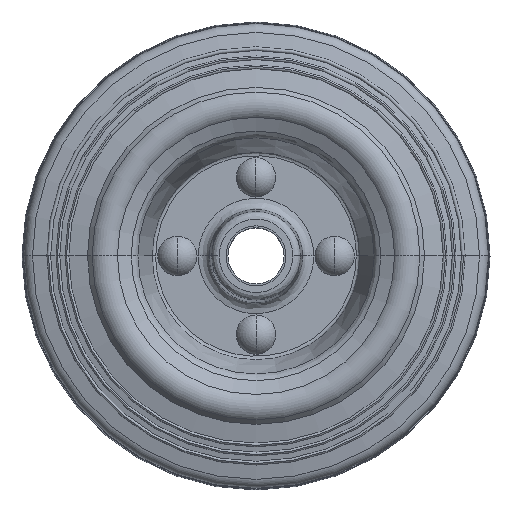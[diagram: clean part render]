
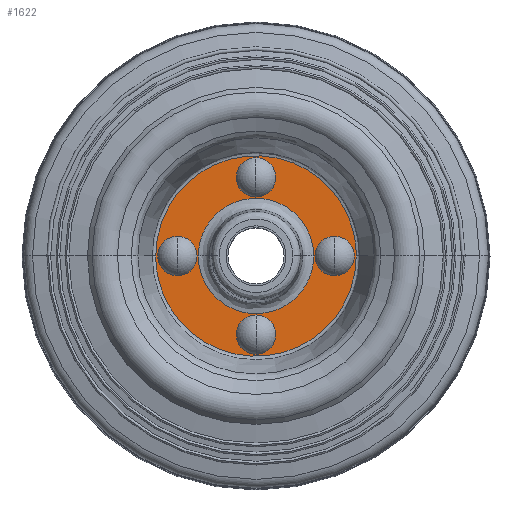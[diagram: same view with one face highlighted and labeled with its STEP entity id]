
A CAD part, top view. The second image highlights one B-rep face of the part: STEP entity #1622.
In plain terms, the highlighted planar face has unit normal (0, 0, 1).
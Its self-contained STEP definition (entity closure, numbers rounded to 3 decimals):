
#31 = CARTESIAN_POINT ( 'NONE',  ( 3.1, 21., 0. ) ) ;
#64 = CARTESIAN_POINT ( 'NONE',  ( 0., -21., 0. ) ) ;
#106 = CARTESIAN_POINT ( 'NONE',  ( -15.408, 0., 0. ) ) ;
#122 = VERTEX_POINT ( 'NONE', #7136 ) ;
#218 = EDGE_CURVE ( 'NONE', #1382, #8851, #2067, .T. ) ;
#235 = AXIS2_PLACEMENT_3D ( 'NONE', #2128, #6687, #10279 ) ;
#355 = FACE_BOUND ( 'NONE', #9392, .T. ) ;
#376 = EDGE_CURVE ( 'NONE', #6643, #8531, #4965, .T. ) ;
#412 = CARTESIAN_POINT ( 'NONE',  ( 0., 27.5, 0. ) ) ;
#510 = CARTESIAN_POINT ( 'NONE',  ( -26.771, -53.542, 0. ) ) ;
#563 = ORIENTED_EDGE ( 'NONE', *, *, #1991, .T. ) ;
#1112 = CIRCLE ( 'NONE', #3574, 3.1 ) ;
#1123 = ORIENTED_EDGE ( 'NONE', *, *, #10830, .T. ) ;
#1226 = FACE_BOUND ( 'NONE', #8257, .T. ) ;
#1382 = VERTEX_POINT ( 'NONE', #4386 ) ;
#1406 = DIRECTION ( 'NONE',  ( -1., 0., 0. ) ) ;
#1553 = DIRECTION ( 'NONE',  ( 0., 0., -1. ) ) ;
#1569 = CARTESIAN_POINT ( 'NONE',  ( -21., 0., 0. ) ) ;
#1589 = EDGE_CURVE ( 'NONE', #6187, #122, #6391, .T. ) ;
#1622 = ADVANCED_FACE ( 'NONE', ( #8698, #10224, #1226, #4916, #355, #6863 ), #9523, .F. ) ;
#1652 = CARTESIAN_POINT ( 'NONE',  ( -17.9, 0., 0. ) ) ;
#1837 = DIRECTION ( 'NONE',  ( -1., 0., 0. ) ) ;
#1946 = ORIENTED_EDGE ( 'NONE', *, *, #4455, .F. ) ;
#1991 = EDGE_CURVE ( 'NONE', #9013, #10828, #11087, .T. ) ;
#2067 =( BOUNDED_CURVE ( )  B_SPLINE_CURVE ( 3, ( #2988, #4702, #3823, #10990 ),
 .UNSPECIFIED., .F., .F. ) 
 B_SPLINE_CURVE_WITH_KNOTS ( ( 4, 4 ),
 ( 0.5, 1. ),
 .UNSPECIFIED. ) 
 CURVE ( )  GEOMETRIC_REPRESENTATION_ITEM ( )  RATIONAL_B_SPLINE_CURVE ( ( 1., 0.333, 0.333, 1. ) ) 
 REPRESENTATION_ITEM ( '' )  );
#2081 = CIRCLE ( 'NONE', #8691, 3.1 ) ;
#2082 = CARTESIAN_POINT ( 'NONE',  ( 21., 0., 0. ) ) ;
#2128 = CARTESIAN_POINT ( 'NONE',  ( 0., 21., 0. ) ) ;
#2415 = ORIENTED_EDGE ( 'NONE', *, *, #8699, .T. ) ;
#2661 = DIRECTION ( 'NONE',  ( 0., 0., -1. ) ) ;
#2708 = CARTESIAN_POINT ( 'NONE',  ( 15.408, -30.815, 0. ) ) ;
#2784 = ORIENTED_EDGE ( 'NONE', *, *, #6694, .F. ) ;
#2863 = VERTEX_POINT ( 'NONE', #3436 ) ;
#2988 = CARTESIAN_POINT ( 'NONE',  ( 15.408, 0., 0. ) ) ;
#3136 = ORIENTED_EDGE ( 'NONE', *, *, #6734, .F. ) ;
#3245 = DIRECTION ( 'NONE',  ( 0., 0., -1. ) ) ;
#3436 = CARTESIAN_POINT ( 'NONE',  ( -26.771, 0., 0. ) ) ;
#3574 = AXIS2_PLACEMENT_3D ( 'NONE', #64, #9830, #11646 ) ;
#3663 = DIRECTION ( 'NONE',  ( 0., 0., -1. ) ) ;
#3761 = AXIS2_PLACEMENT_3D ( 'NONE', #412, #11317, #1406 ) ;
#3786 = ORIENTED_EDGE ( 'NONE', *, *, #218, .F. ) ;
#3823 = CARTESIAN_POINT ( 'NONE',  ( -15.408, 30.815, 0. ) ) ;
#3855 = AXIS2_PLACEMENT_3D ( 'NONE', #1569, #3245, #4247 ) ;
#3867 = CIRCLE ( 'NONE', #10443, 3.1 ) ;
#3930 = ORIENTED_EDGE ( 'NONE', *, *, #376, .T. ) ;
#4186 = CARTESIAN_POINT ( 'NONE',  ( -26.771, 0., 0. ) ) ;
#4247 = DIRECTION ( 'NONE',  ( -1., 0., 0. ) ) ;
#4334 = CIRCLE ( 'NONE', #6221, 3.1 ) ;
#4386 = CARTESIAN_POINT ( 'NONE',  ( 15.408, 0., 0. ) ) ;
#4455 = EDGE_CURVE ( 'NONE', #5476, #2863, #7597, .T. ) ;
#4577 = DIRECTION ( 'NONE',  ( 0., 0., -1. ) ) ;
#4615 = CARTESIAN_POINT ( 'NONE',  ( -15.408, -30.815, 0. ) ) ;
#4625 = ORIENTED_EDGE ( 'NONE', *, *, #11273, .T. ) ;
#4702 = CARTESIAN_POINT ( 'NONE',  ( 15.408, 30.815, 0. ) ) ;
#4759 = EDGE_CURVE ( 'NONE', #122, #6187, #3867, .T. ) ;
#4916 = FACE_BOUND ( 'NONE', #10084, .T. ) ;
#4965 = CIRCLE ( 'NONE', #3855, 3.1 ) ;
#5165 = DIRECTION ( 'NONE',  ( -1., 0., 0. ) ) ;
#5321 = CARTESIAN_POINT ( 'NONE',  ( -26.771, 0., 0. ) ) ;
#5446 = CARTESIAN_POINT ( 'NONE',  ( 26.771, 53.542, 0. ) ) ;
#5476 = VERTEX_POINT ( 'NONE', #9630 ) ;
#5507 = CARTESIAN_POINT ( 'NONE',  ( -21., 0., 0. ) ) ;
#5547 = CARTESIAN_POINT ( 'NONE',  ( 15.408, 0., 0. ) ) ;
#5649 = AXIS2_PLACEMENT_3D ( 'NONE', #8181, #4577, #9629 ) ;
#6187 = VERTEX_POINT ( 'NONE', #6207 ) ;
#6207 = CARTESIAN_POINT ( 'NONE',  ( 24.1, 0., 0. ) ) ;
#6221 = AXIS2_PLACEMENT_3D ( 'NONE', #5507, #2661, #9875 ) ;
#6381 = ORIENTED_EDGE ( 'NONE', *, *, #4759, .T. ) ;
#6391 = CIRCLE ( 'NONE', #7158, 3.1 ) ;
#6643 = VERTEX_POINT ( 'NONE', #1652 ) ;
#6687 = DIRECTION ( 'NONE',  ( 0., 0., -1. ) ) ;
#6694 = EDGE_CURVE ( 'NONE', #8851, #1382, #9254, .T. ) ;
#6734 = EDGE_CURVE ( 'NONE', #2863, #5476, #10862, .T. ) ;
#6813 = ORIENTED_EDGE ( 'NONE', *, *, #1589, .T. ) ;
#6863 = FACE_BOUND ( 'NONE', #10004, .T. ) ;
#7136 = CARTESIAN_POINT ( 'NONE',  ( 17.9, 0., 0. ) ) ;
#7158 = AXIS2_PLACEMENT_3D ( 'NONE', #2082, #7276, #1837 ) ;
#7276 = DIRECTION ( 'NONE',  ( 0., 0., -1. ) ) ;
#7320 = EDGE_LOOP ( 'NONE', ( #3136, #1946 ) ) ;
#7570 = VERTEX_POINT ( 'NONE', #11482 ) ;
#7586 = VERTEX_POINT ( 'NONE', #31 ) ;
#7597 =( BOUNDED_CURVE ( )  B_SPLINE_CURVE ( 3, ( #10319, #9562, #510, #4186 ),
 .UNSPECIFIED., .F., .F. ) 
 B_SPLINE_CURVE_WITH_KNOTS ( ( 4, 4 ),
 ( 0.5, 1. ),
 .UNSPECIFIED. ) 
 CURVE ( )  GEOMETRIC_REPRESENTATION_ITEM ( )  RATIONAL_B_SPLINE_CURVE ( ( 1., 0.333, 0.333, 1. ) ) 
 REPRESENTATION_ITEM ( '' )  );
#7610 = CARTESIAN_POINT ( 'NONE',  ( -24.1, 0., 0. ) ) ;
#8111 = DIRECTION ( 'NONE',  ( -1., 0., 0. ) ) ;
#8167 = CARTESIAN_POINT ( 'NONE',  ( -26.771, 53.542, 0. ) ) ;
#8181 = CARTESIAN_POINT ( 'NONE',  ( 0., -21., 0. ) ) ;
#8221 = CARTESIAN_POINT ( 'NONE',  ( 26.771, 0., 0. ) ) ;
#8257 = EDGE_LOOP ( 'NONE', ( #10982, #1123 ) ) ;
#8402 = EDGE_LOOP ( 'NONE', ( #2784, #3786 ) ) ;
#8531 = VERTEX_POINT ( 'NONE', #7610 ) ;
#8691 = AXIS2_PLACEMENT_3D ( 'NONE', #10543, #1553, #5165 ) ;
#8698 = FACE_OUTER_BOUND ( 'NONE', #7320, .T. ) ;
#8699 = EDGE_CURVE ( 'NONE', #10828, #9013, #1112, .T. ) ;
#8710 = CARTESIAN_POINT ( 'NONE',  ( -15.408, 0., 0. ) ) ;
#8851 = VERTEX_POINT ( 'NONE', #8710 ) ;
#9013 = VERTEX_POINT ( 'NONE', #9507 ) ;
#9254 =( BOUNDED_CURVE ( )  B_SPLINE_CURVE ( 3, ( #106, #4615, #2708, #5547 ),
 .UNSPECIFIED., .F., .F. ) 
 B_SPLINE_CURVE_WITH_KNOTS ( ( 4, 4 ),
 ( 0., 0.5 ),
 .UNSPECIFIED. ) 
 CURVE ( )  GEOMETRIC_REPRESENTATION_ITEM ( )  RATIONAL_B_SPLINE_CURVE ( ( 1., 0.333, 0.333, 1. ) ) 
 REPRESENTATION_ITEM ( '' )  );
#9392 = EDGE_LOOP ( 'NONE', ( #2415, #563 ) ) ;
#9507 = CARTESIAN_POINT ( 'NONE',  ( 3.1, -21., 0. ) ) ;
#9523 = PLANE ( 'NONE',  #3761 ) ;
#9562 = CARTESIAN_POINT ( 'NONE',  ( 26.771, -53.542, 0. ) ) ;
#9629 = DIRECTION ( 'NONE',  ( -1., 0., 0. ) ) ;
#9630 = CARTESIAN_POINT ( 'NONE',  ( 26.771, 0., 0. ) ) ;
#9830 = DIRECTION ( 'NONE',  ( 0., 0., -1. ) ) ;
#9875 = DIRECTION ( 'NONE',  ( -1., 0., 0. ) ) ;
#10004 = EDGE_LOOP ( 'NONE', ( #6381, #6813 ) ) ;
#10084 = EDGE_LOOP ( 'NONE', ( #4625, #3930 ) ) ;
#10224 = FACE_BOUND ( 'NONE', #8402, .T. ) ;
#10270 = EDGE_CURVE ( 'NONE', #7570, #7586, #11348, .T. ) ;
#10279 = DIRECTION ( 'NONE',  ( -1., 0., 0. ) ) ;
#10319 = CARTESIAN_POINT ( 'NONE',  ( 26.771, 0., 0. ) ) ;
#10443 = AXIS2_PLACEMENT_3D ( 'NONE', #11552, #3663, #8111 ) ;
#10543 = CARTESIAN_POINT ( 'NONE',  ( 0., 21., 0. ) ) ;
#10828 = VERTEX_POINT ( 'NONE', #11517 ) ;
#10830 = EDGE_CURVE ( 'NONE', #7586, #7570, #2081, .T. ) ;
#10862 =( BOUNDED_CURVE ( )  B_SPLINE_CURVE ( 3, ( #5321, #8167, #5446, #8221 ),
 .UNSPECIFIED., .F., .F. ) 
 B_SPLINE_CURVE_WITH_KNOTS ( ( 4, 4 ),
 ( 0., 0.5 ),
 .UNSPECIFIED. ) 
 CURVE ( )  GEOMETRIC_REPRESENTATION_ITEM ( )  RATIONAL_B_SPLINE_CURVE ( ( 1., 0.333, 0.333, 1. ) ) 
 REPRESENTATION_ITEM ( '' )  );
#10982 = ORIENTED_EDGE ( 'NONE', *, *, #10270, .T. ) ;
#10990 = CARTESIAN_POINT ( 'NONE',  ( -15.408, 0., 0. ) ) ;
#11087 = CIRCLE ( 'NONE', #5649, 3.1 ) ;
#11273 = EDGE_CURVE ( 'NONE', #8531, #6643, #4334, .T. ) ;
#11317 = DIRECTION ( 'NONE',  ( 0., 0., -1. ) ) ;
#11348 = CIRCLE ( 'NONE', #235, 3.1 ) ;
#11482 = CARTESIAN_POINT ( 'NONE',  ( -3.1, 21., 0. ) ) ;
#11517 = CARTESIAN_POINT ( 'NONE',  ( -3.1, -21., 0. ) ) ;
#11552 = CARTESIAN_POINT ( 'NONE',  ( 21., 0., 0. ) ) ;
#11646 = DIRECTION ( 'NONE',  ( -1., 0., 0. ) ) ;
